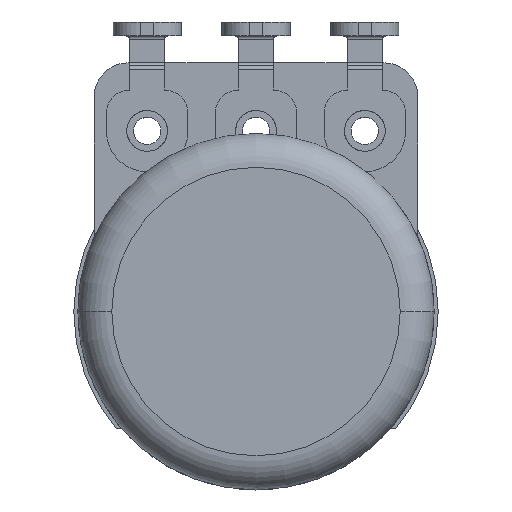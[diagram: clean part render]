
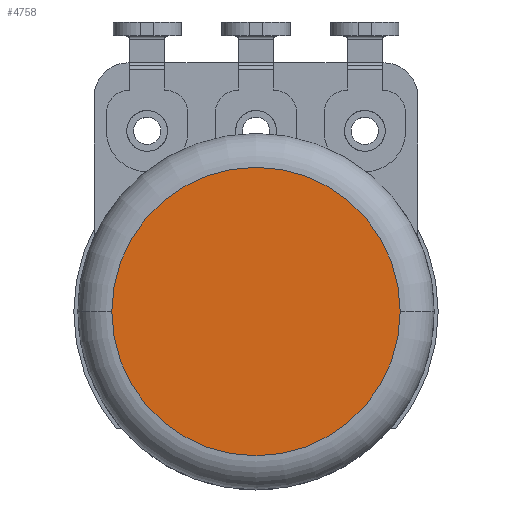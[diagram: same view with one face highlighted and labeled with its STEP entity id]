
A CAD part, top view. The second image highlights one B-rep face of the part: STEP entity #4758.
In plain terms, the highlighted planar face has unit normal (0, 0, 1).
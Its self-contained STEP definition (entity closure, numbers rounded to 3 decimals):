
#292=PLANE('',#5374);
#1503=FACE_OUTER_BOUND('',#1676,.T.);
#1676=EDGE_LOOP('',(#3886));
#1875=CIRCLE('',#5375,6.731);
#2120=VERTEX_POINT('',#7128);
#3003=EDGE_CURVE('',#2120,#2120,#1875,.T.);
#3886=ORIENTED_EDGE('',*,*,#3003,.T.);
#4758=ADVANCED_FACE('',(#1503),#292,.T.);
#5374=AXIS2_PLACEMENT_3D('',#7127,#5833,#5834);
#5375=AXIS2_PLACEMENT_3D('',#7129,#5835,#5836);
#5833=DIRECTION('center_axis',(0.,0.,1.));
#5834=DIRECTION('ref_axis',(1.,0.,0.));
#5835=DIRECTION('center_axis',(0.,0.,1.));
#5836=DIRECTION('ref_axis',(1.,0.,0.));
#7127=CARTESIAN_POINT('Origin',(0.,-6.812,6.096));
#7128=CARTESIAN_POINT('',(-6.731,0.,6.096));
#7129=CARTESIAN_POINT('Origin',(0.,0.,6.096));
